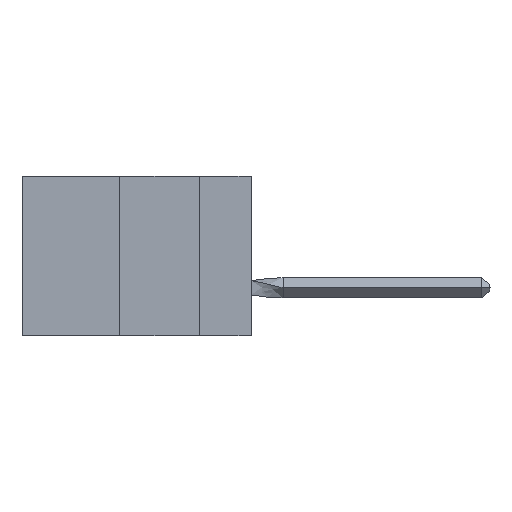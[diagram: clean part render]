
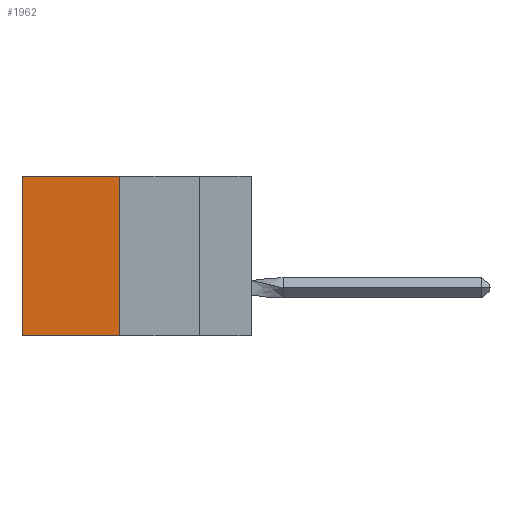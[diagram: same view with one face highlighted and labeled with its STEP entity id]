
A CAD part, left-side view. The second image highlights one B-rep face of the part: STEP entity #1962.
In plain terms, the highlighted planar face has unit normal (-1, 0, 0).
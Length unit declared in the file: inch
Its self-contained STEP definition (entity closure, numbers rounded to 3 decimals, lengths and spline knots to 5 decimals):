
#317 = DIRECTION ( 'NONE',  ( 0., 0., -1. ) ) ;
#1672 = CARTESIAN_POINT ( 'NONE',  ( 0.305, 0.413, -0.5 ) ) ;
#1681 = VECTOR ( 'NONE', #317, 39.37008 ) ;
#1880 = EDGE_CURVE ( 'NONE', #16986, #5178, #6991, .T. ) ;
#1957 = ORIENTED_EDGE ( 'NONE', *, *, #6362, .F. ) ;
#1962 = ADVANCED_FACE ( 'NONE', ( #12803 ), #15811, .F. ) ;
#2226 = CARTESIAN_POINT ( 'NONE',  ( 0.305, 0.413, -0.5 ) ) ;
#2292 = DIRECTION ( 'NONE',  ( 0., 1., 0. ) ) ;
#3492 = CARTESIAN_POINT ( 'NONE',  ( 0.305, 0.413, -0.5 ) ) ;
#3790 = VERTEX_POINT ( 'NONE', #17549 ) ;
#4907 = DIRECTION ( 'NONE',  ( 0., 0., -1. ) ) ;
#5178 = VERTEX_POINT ( 'NONE', #18946 ) ;
#5458 = CARTESIAN_POINT ( 'NONE',  ( 0.305, 0.72, 0. ) ) ;
#6362 = EDGE_CURVE ( 'NONE', #3790, #5178, #11616, .T. ) ;
#6452 = LINE ( 'NONE', #3492, #12261 ) ;
#6971 = ORIENTED_EDGE ( 'NONE', *, *, #1880, .T. ) ;
#6991 = LINE ( 'NONE', #11038, #1681 ) ;
#7438 = VERTEX_POINT ( 'NONE', #10869 ) ;
#9411 = EDGE_CURVE ( 'NONE', #7438, #3790, #6452, .T. ) ;
#10869 = CARTESIAN_POINT ( 'NONE',  ( 0.305, 0.413, 0. ) ) ;
#11038 = CARTESIAN_POINT ( 'NONE',  ( 0.305, 0.72, -0.5 ) ) ;
#11120 = LINE ( 'NONE', #14122, #18684 ) ;
#11616 = LINE ( 'NONE', #2226, #17455 ) ;
#12261 = VECTOR ( 'NONE', #15955, 39.37008 ) ;
#12479 = DIRECTION ( 'NONE',  ( 0., 1., 0. ) ) ;
#12803 = FACE_OUTER_BOUND ( 'NONE', #19966, .T. ) ;
#14122 = CARTESIAN_POINT ( 'NONE',  ( 0.305, 0.413, 0. ) ) ;
#14190 = DIRECTION ( 'NONE',  ( 1., 0., 0. ) ) ;
#15609 = EDGE_CURVE ( 'NONE', #7438, #16986, #11120, .T. ) ;
#15811 = PLANE ( 'NONE',  #18868 ) ;
#15955 = DIRECTION ( 'NONE',  ( 0., 0., -1. ) ) ;
#16986 = VERTEX_POINT ( 'NONE', #5458 ) ;
#17076 = ORIENTED_EDGE ( 'NONE', *, *, #15609, .T. ) ;
#17455 = VECTOR ( 'NONE', #2292, 39.37008 ) ;
#17461 = ORIENTED_EDGE ( 'NONE', *, *, #9411, .F. ) ;
#17549 = CARTESIAN_POINT ( 'NONE',  ( 0.305, 0.413, -0.5 ) ) ;
#18684 = VECTOR ( 'NONE', #12479, 39.37008 ) ;
#18868 = AXIS2_PLACEMENT_3D ( 'NONE', #1672, #14190, #4907 ) ;
#18946 = CARTESIAN_POINT ( 'NONE',  ( 0.305, 0.72, -0.5 ) ) ;
#19966 = EDGE_LOOP ( 'NONE', ( #6971, #1957, #17461, #17076 ) ) ;
